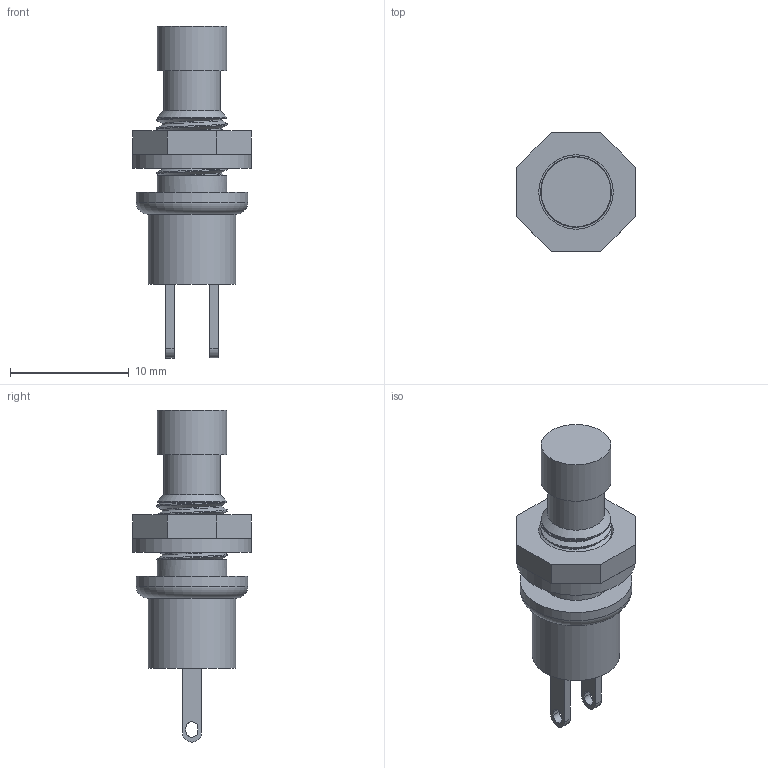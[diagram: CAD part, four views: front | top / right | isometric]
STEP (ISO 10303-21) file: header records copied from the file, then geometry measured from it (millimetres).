
FILE_DESCRIPTION(/* description */ (''),/* implementation_level */ '2;1');
FILE_NAME(/* name */ 'Push Button.step',/* time_stamp */ '2021-01-07T22:13:31-06:00',/* author */ (''),/* organization */ (''),/* preprocessor_version */ 'ST-DEVELOPER v18.1',/* originating_system */ 'Autodesk Translation Framework v9.7.0.1280',/* authorisation */ '');
FILE_SCHEMA (('AUTOMOTIVE_DESIGN { 1 0 10303 214 3 1 1 }'));
Length unit declared in the file: inch
Products named in the file (1): Push Button
Bounding box: 10 x 10 x 27.91 mm (x, y, z)
Volume: 817.4 mm3; surface area: 1137.9 mm2
Topology: 4 solids, 4 shells, 74 faces, 174 edges, 114 vertices
Faces by surface type: plane 37, cylinder 33, bspline 2, cone 1, torus 1
Full cylindrical faces by diameter (mm): 4.75 x1, 4.95 x1, 5.047 x2, 5.84 x2, 5.86 x1, 5.908 x4, 6.26 x2, 7.35 x1, 9.4 x1, 10 x1
Entity records: 3072 total; most frequent: CARTESIAN_POINT 1337, ORIENTED_EDGE 348, DIRECTION 329, EDGE_CURVE 174, AXIS2_PLACEMENT_3D 120, VERTEX_POINT 114, LINE 89, VECTOR 89
